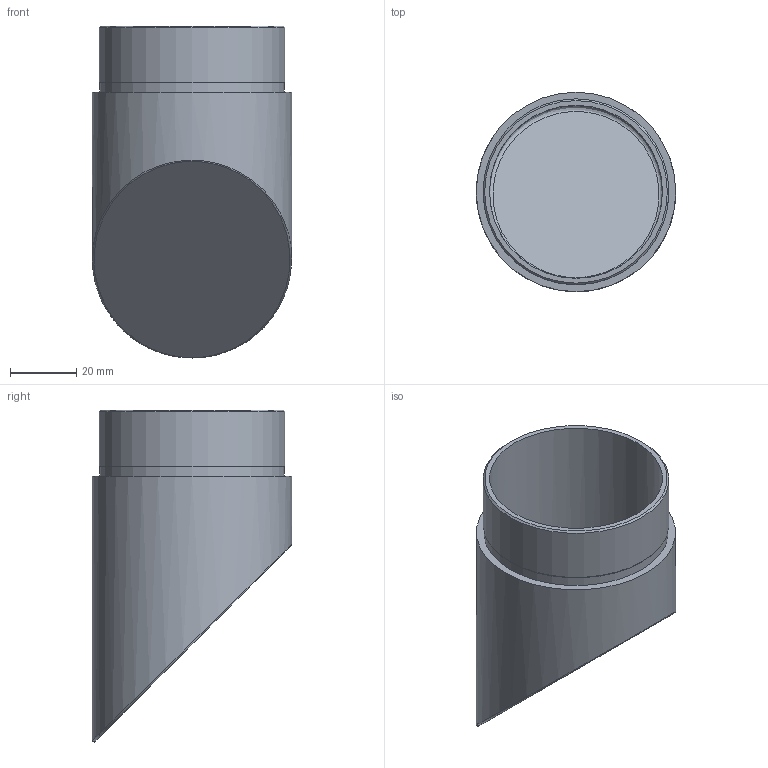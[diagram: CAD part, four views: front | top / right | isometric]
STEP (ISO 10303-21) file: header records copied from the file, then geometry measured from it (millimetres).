
FILE_DESCRIPTION (( 'STEP AP203' ), '1' );
FILE_NAME ('60228-320.step', '2020-03-05T13:08:57', ( '' ), ( '' ), 'SwSTEP 2.0', 'SolidWorks 2015', '' );
FILE_SCHEMA (( 'CONFIG_CONTROL_DESIGN' ));
Length unit declared in the file: millimetre
Products named in the file (2): 60228-320
Bounding box: 60.3 x 60.3 x 100.38 mm (x, y, z)
Volume: 51455.5 mm3; surface area: 31738 mm2
Topology: 1 solids, 1 shells, 243 faces, 638 edges, 425 vertices
Faces by surface type: bspline 126, plane 87, cylinder 29, cone 1
Full cylindrical faces by diameter (mm): 52.3 x1, 55.8 x1, 56.2 x1, 60.3 x1
Entity records: 13125 total; most frequent: CARTESIAN_POINT 7865, ORIENTED_EDGE 1258, DIRECTION 674, EDGE_CURVE 629, VERTEX_POINT 423, VECTOR 278, EDGE_LOOP 278, LINE 278
